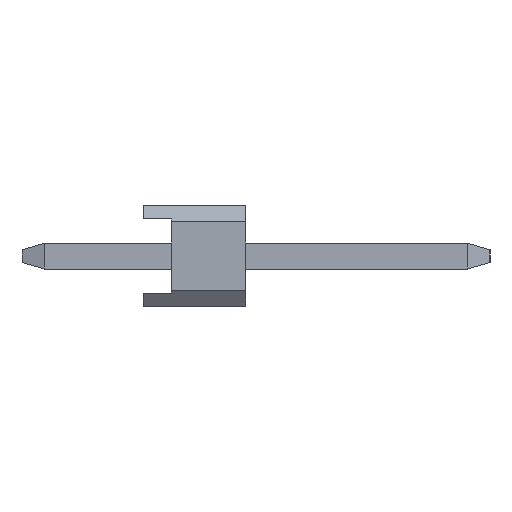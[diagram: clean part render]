
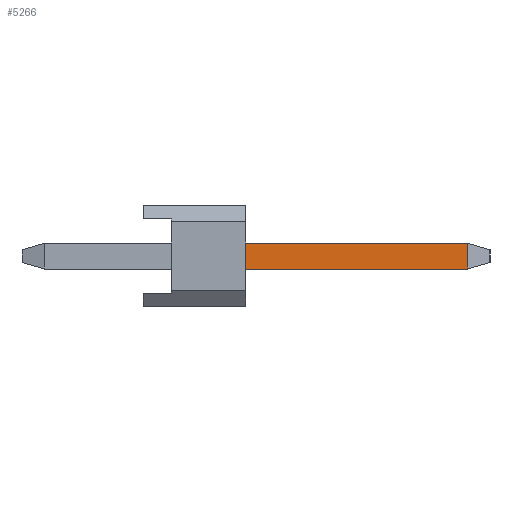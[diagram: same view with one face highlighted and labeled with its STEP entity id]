
A CAD part, left-side view. The second image highlights one B-rep face of the part: STEP entity #5266.
In plain terms, the highlighted planar face has unit normal (-1, 0, 0).
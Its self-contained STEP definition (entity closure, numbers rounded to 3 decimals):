
#5034=VERTEX_POINT('',#13757);
#5266=ADVANCED_FACE('',(#14007),#14008,.T.);
#6776=EDGE_CURVE('',#6788,#8610,#15683,.T.);
#6788=VERTEX_POINT('',#15695);
#8610=VERTEX_POINT('',#17689);
#8620=EDGE_CURVE('',#5034,#8952,#17699,.T.);
#8952=VERTEX_POINT('',#18060);
#10010=EDGE_CURVE('',#8610,#5034,#19221,.T.);
#12028=EDGE_CURVE('',#8952,#6788,#21455,.T.);
#13757=CARTESIAN_POINT('',(-34.61,-2.54,0.32));
#14007=FACE_OUTER_BOUND('',#23978,.T.);
#14008=PLANE('',#23979);
#15683=LINE('',#26401,#26402);
#15695=CARTESIAN_POINT('',(-34.61,-8.054,-0.32));
#17689=CARTESIAN_POINT('',(-34.61,-2.54,-0.32));
#17699=LINE('',#29315,#29316);
#18060=CARTESIAN_POINT('',(-34.61,-8.054,0.32));
#19221=LINE('',#31539,#31540);
#21455=LINE('',#34753,#34754);
#23978=EDGE_LOOP('',(#37519,#37520,#37521,#37522));
#23979=AXIS2_PLACEMENT_3D('',#37523,#37524,#37525);
#26401=CARTESIAN_POINT('',(-34.61,2.454,-0.32));
#26402=VECTOR('',#39363,1.0);
#29315=CARTESIAN_POINT('',(-34.61,-2.8,0.32));
#29316=VECTOR('',#41236,1.0);
#31539=CARTESIAN_POINT('',(-34.61,-2.54,0.252));
#31540=VECTOR('',#42675,1.0);
#34753=CARTESIAN_POINT('',(-34.61,-8.054,0.5));
#34754=VECTOR('',#44957,1.0);
#37519=ORIENTED_EDGE('',*,*,#10010,.F.);
#37520=ORIENTED_EDGE('',*,*,#6776,.F.);
#37521=ORIENTED_EDGE('',*,*,#12028,.F.);
#37522=ORIENTED_EDGE('',*,*,#8620,.F.);
#37523=CARTESIAN_POINT('',(-34.61,2.454,0.5));
#37524=DIRECTION('',(-1.0,0.,0.));
#37525=DIRECTION('',(0.,1.0,0.));
#39363=DIRECTION('',(0.,1.0,0.));
#41236=DIRECTION('',(0.,-1.0,0.));
#42675=DIRECTION('',(0.,0.,1.0));
#44957=DIRECTION('',(0.0,0.,-1.0));
